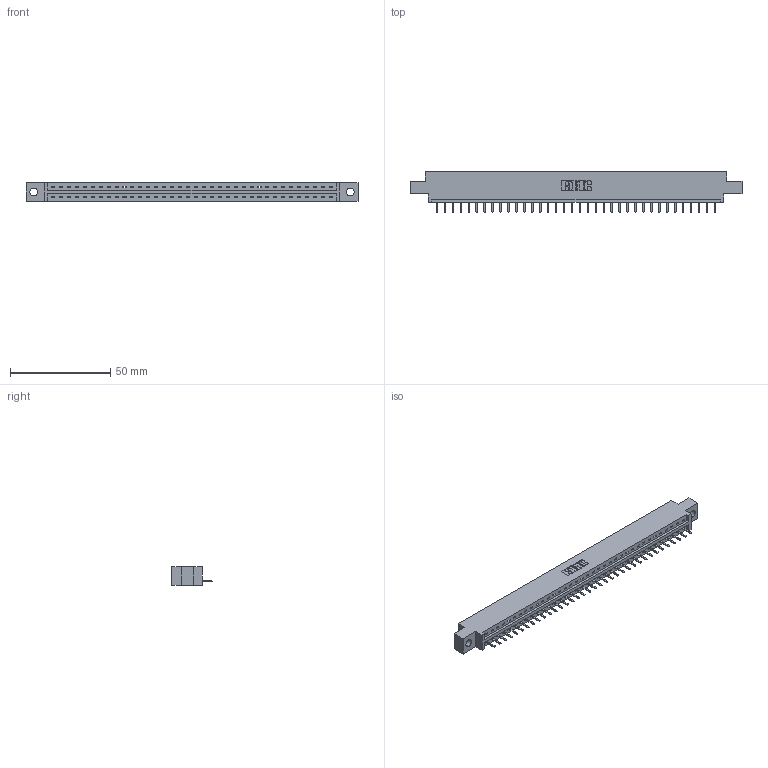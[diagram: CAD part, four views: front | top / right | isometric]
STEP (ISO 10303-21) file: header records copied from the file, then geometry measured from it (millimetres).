
FILE_DESCRIPTION (( 'STEP AP203' ), '1' );
FILE_NAME ('387-036-520-604.STEP', '2019-10-04T12:54:45', ( '' ), ( '' ), 'SwSTEP 2.0', 'SolidWorks 2016', '' );
FILE_SCHEMA (( 'CONFIG_CONTROL_DESIGN' ));
Length unit declared in the file: inch
Products named in the file (3): 387-036-520-604; 345-292-001_345-293-120; 337 Part_0.170 Offset - 0.156 Dia-TH
Assembly tree (37 placements, depth 2):
  387-036-520-604
    337 Part_0.170 Offset - 0.156 Dia-TH
    345-292-001_345-293-120  x36
Bounding box: 165.66 x 20.02 x 9.4 mm (x, y, z)
Volume: 16833.5 mm3; surface area: 16880.5 mm2
Topology: 37 solids, 37 shells, 2494 faces, 7379 edges, 4822 vertices
Faces by surface type: plane 1802, cylinder 692
Entity records: 27785 total; most frequent: CARTESIAN_POINT 4858, ORIENTED_EDGE 4818, DIRECTION 4089, EDGE_CURVE 2409, LINE 2277, VECTOR 2277, VERTEX_POINT 1602, AXIS2_PLACEMENT_3D 906
